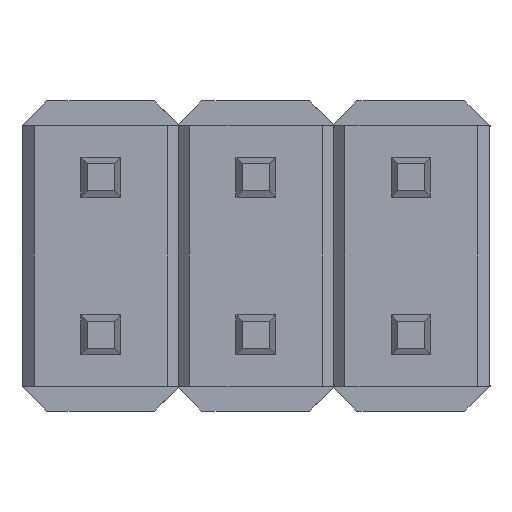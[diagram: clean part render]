
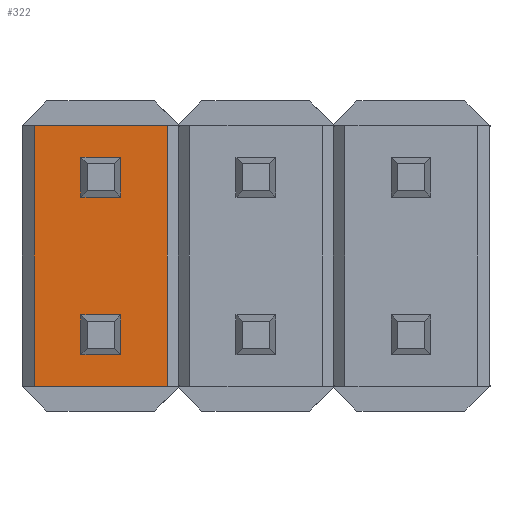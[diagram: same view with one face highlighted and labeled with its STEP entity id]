
A CAD part, front view. The second image highlights one B-rep face of the part: STEP entity #322.
In plain terms, the highlighted planar face has unit normal (0, -1, 0).
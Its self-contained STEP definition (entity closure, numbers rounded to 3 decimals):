
#7 = DIRECTION ( 'NONE',  ( 1., 0., 0. ) ) ;
#60 = LINE ( 'NONE', #3883, #2168 ) ;
#64 = EDGE_LOOP ( 'NONE', ( #2953, #4205, #3076, #3742 ) ) ;
#125 = DIRECTION ( 'NONE',  ( 0., 0., 1. ) ) ;
#144 = LINE ( 'NONE', #150, #2124 ) ;
#150 = CARTESIAN_POINT ( 'NONE',  ( 0.32, 0.54, 0.95 ) ) ;
#214 = LINE ( 'NONE', #2369, #1262 ) ;
#221 = CARTESIAN_POINT ( 'NONE',  ( 1.07, 0.54, -2.1 ) ) ;
#223 = DIRECTION ( 'NONE',  ( 0., 1., 0. ) ) ;
#322 = ADVANCED_FACE ( 'NONE', ( #3361, #1417, #1288 ), #2582, .F. ) ;
#352 = CARTESIAN_POINT ( 'NONE',  ( -0.32, 0.54, -0.95 ) ) ;
#624 = VECTOR ( 'NONE', #5061, 1000. ) ;
#655 = DIRECTION ( 'NONE',  ( 1., 0., 0. ) ) ;
#796 = CARTESIAN_POINT ( 'NONE',  ( -1.07, 0.54, 2.1 ) ) ;
#857 = DIRECTION ( 'NONE',  ( -1., 0., 0. ) ) ;
#872 = CARTESIAN_POINT ( 'NONE',  ( -0.32, 0.54, 0.95 ) ) ;
#1001 = CARTESIAN_POINT ( 'NONE',  ( -0.32, 0.54, 0.95 ) ) ;
#1035 = VERTEX_POINT ( 'NONE', #1548 ) ;
#1129 = VECTOR ( 'NONE', #3549, 1000. ) ;
#1158 = VERTEX_POINT ( 'NONE', #221 ) ;
#1160 = VERTEX_POINT ( 'NONE', #1826 ) ;
#1262 = VECTOR ( 'NONE', #7, 1000. ) ;
#1275 = ORIENTED_EDGE ( 'NONE', *, *, #2278, .T. ) ;
#1286 = ORIENTED_EDGE ( 'NONE', *, *, #3222, .T. ) ;
#1288 = FACE_OUTER_BOUND ( 'NONE', #64, .T. ) ;
#1305 = VERTEX_POINT ( 'NONE', #1779 ) ;
#1334 = VERTEX_POINT ( 'NONE', #1391 ) ;
#1391 = CARTESIAN_POINT ( 'NONE',  ( 1.07, 0.54, 2.1 ) ) ;
#1417 = FACE_BOUND ( 'NONE', #1778, .T. ) ;
#1423 = CARTESIAN_POINT ( 'NONE',  ( -0.32, 0.54, 1.59 ) ) ;
#1531 = ORIENTED_EDGE ( 'NONE', *, *, #2769, .T. ) ;
#1548 = CARTESIAN_POINT ( 'NONE',  ( 0.32, 0.54, -0.95 ) ) ;
#1685 = LINE ( 'NONE', #4394, #4682 ) ;
#1744 = CARTESIAN_POINT ( 'NONE',  ( -0.32, 0.54, -0.95 ) ) ;
#1778 = EDGE_LOOP ( 'NONE', ( #1275, #1531, #2135, #1286 ) ) ;
#1779 = CARTESIAN_POINT ( 'NONE',  ( -1.07, 0.54, -2.1 ) ) ;
#1802 = LINE ( 'NONE', #4253, #624 ) ;
#1826 = CARTESIAN_POINT ( 'NONE',  ( -0.32, 0.54, -1.59 ) ) ;
#1894 = EDGE_LOOP ( 'NONE', ( #3178, #4932, #3848, #2118 ) ) ;
#2110 = VECTOR ( 'NONE', #655, 1000. ) ;
#2118 = ORIENTED_EDGE ( 'NONE', *, *, #2376, .T. ) ;
#2124 = VECTOR ( 'NONE', #4893, 1000. ) ;
#2135 = ORIENTED_EDGE ( 'NONE', *, *, #4600, .T. ) ;
#2168 = VECTOR ( 'NONE', #4278, 1000. ) ;
#2278 = EDGE_CURVE ( 'NONE', #4911, #3974, #3765, .T. ) ;
#2302 = LINE ( 'NONE', #4079, #3343 ) ;
#2313 = AXIS2_PLACEMENT_3D ( 'NONE', #4546, #223, #2970 ) ;
#2329 = VECTOR ( 'NONE', #125, 1000. ) ;
#2369 = CARTESIAN_POINT ( 'NONE',  ( -1.27, 0.54, -2.1 ) ) ;
#2376 = EDGE_CURVE ( 'NONE', #5008, #1035, #4179, .T. ) ;
#2381 = CARTESIAN_POINT ( 'NONE',  ( -0.32, 0.54, 1.59 ) ) ;
#2555 = LINE ( 'NONE', #352, #3447 ) ;
#2582 = PLANE ( 'NONE',  #2313 ) ;
#2627 = EDGE_CURVE ( 'NONE', #1035, #4490, #60, .T. ) ;
#2693 = EDGE_CURVE ( 'NONE', #1158, #1334, #1685, .T. ) ;
#2698 = VECTOR ( 'NONE', #857, 1000. ) ;
#2714 = CARTESIAN_POINT ( 'NONE',  ( 0.32, 0.54, -1.59 ) ) ;
#2769 = EDGE_CURVE ( 'NONE', #3974, #5096, #3371, .T. ) ;
#2953 = ORIENTED_EDGE ( 'NONE', *, *, #3027, .T. ) ;
#2970 = DIRECTION ( 'NONE',  ( 0., 0., 1. ) ) ;
#3027 = EDGE_CURVE ( 'NONE', #1305, #1158, #214, .T. ) ;
#3029 = EDGE_CURVE ( 'NONE', #3462, #1334, #4250, .T. ) ;
#3076 = ORIENTED_EDGE ( 'NONE', *, *, #3029, .F. ) ;
#3095 = LINE ( 'NONE', #2381, #4051 ) ;
#3138 = CARTESIAN_POINT ( 'NONE',  ( -1.27, 0.54, 2.1 ) ) ;
#3178 = ORIENTED_EDGE ( 'NONE', *, *, #2627, .T. ) ;
#3222 = EDGE_CURVE ( 'NONE', #4094, #4911, #144, .T. ) ;
#3237 = CARTESIAN_POINT ( 'NONE',  ( 0.32, 0.54, 0.95 ) ) ;
#3343 = VECTOR ( 'NONE', #4480, 1000. ) ;
#3361 = FACE_BOUND ( 'NONE', #1894, .T. ) ;
#3371 = LINE ( 'NONE', #3673, #2329 ) ;
#3396 = EDGE_CURVE ( 'NONE', #1160, #5008, #2555, .T. ) ;
#3447 = VECTOR ( 'NONE', #3496, 1000. ) ;
#3462 = VERTEX_POINT ( 'NONE', #796 ) ;
#3496 = DIRECTION ( 'NONE',  ( 0., 0., 1. ) ) ;
#3549 = DIRECTION ( 'NONE',  ( 1., 0., 0. ) ) ;
#3673 = CARTESIAN_POINT ( 'NONE',  ( -0.32, 0.54, 0.95 ) ) ;
#3742 = ORIENTED_EDGE ( 'NONE', *, *, #4995, .F. ) ;
#3765 = LINE ( 'NONE', #872, #2698 ) ;
#3848 = ORIENTED_EDGE ( 'NONE', *, *, #3396, .T. ) ;
#3883 = CARTESIAN_POINT ( 'NONE',  ( 0.32, 0.54, -0.95 ) ) ;
#3974 = VERTEX_POINT ( 'NONE', #1001 ) ;
#4018 = DIRECTION ( 'NONE',  ( 0., 0., 1. ) ) ;
#4051 = VECTOR ( 'NONE', #4327, 1000. ) ;
#4079 = CARTESIAN_POINT ( 'NONE',  ( -1.07, 0.54, -2.1 ) ) ;
#4094 = VERTEX_POINT ( 'NONE', #4700 ) ;
#4157 = CARTESIAN_POINT ( 'NONE',  ( -0.32, 0.54, -0.95 ) ) ;
#4179 = LINE ( 'NONE', #4157, #2110 ) ;
#4205 = ORIENTED_EDGE ( 'NONE', *, *, #2693, .T. ) ;
#4250 = LINE ( 'NONE', #3138, #1129 ) ;
#4253 = CARTESIAN_POINT ( 'NONE',  ( -0.32, 0.54, -1.59 ) ) ;
#4278 = DIRECTION ( 'NONE',  ( 0., 0., -1. ) ) ;
#4327 = DIRECTION ( 'NONE',  ( 1., 0., 0. ) ) ;
#4394 = CARTESIAN_POINT ( 'NONE',  ( 1.07, 0.54, -2.1 ) ) ;
#4434 = EDGE_CURVE ( 'NONE', #4490, #1160, #1802, .T. ) ;
#4480 = DIRECTION ( 'NONE',  ( 0., 0., 1. ) ) ;
#4490 = VERTEX_POINT ( 'NONE', #2714 ) ;
#4546 = CARTESIAN_POINT ( 'NONE',  ( -1.27, 0.54, 2.1 ) ) ;
#4600 = EDGE_CURVE ( 'NONE', #5096, #4094, #3095, .T. ) ;
#4682 = VECTOR ( 'NONE', #4018, 1000. ) ;
#4700 = CARTESIAN_POINT ( 'NONE',  ( 0.32, 0.54, 1.59 ) ) ;
#4893 = DIRECTION ( 'NONE',  ( 0., 0., -1. ) ) ;
#4911 = VERTEX_POINT ( 'NONE', #3237 ) ;
#4932 = ORIENTED_EDGE ( 'NONE', *, *, #4434, .T. ) ;
#4995 = EDGE_CURVE ( 'NONE', #1305, #3462, #2302, .T. ) ;
#5008 = VERTEX_POINT ( 'NONE', #1744 ) ;
#5061 = DIRECTION ( 'NONE',  ( -1., 0., 0. ) ) ;
#5096 = VERTEX_POINT ( 'NONE', #1423 ) ;
